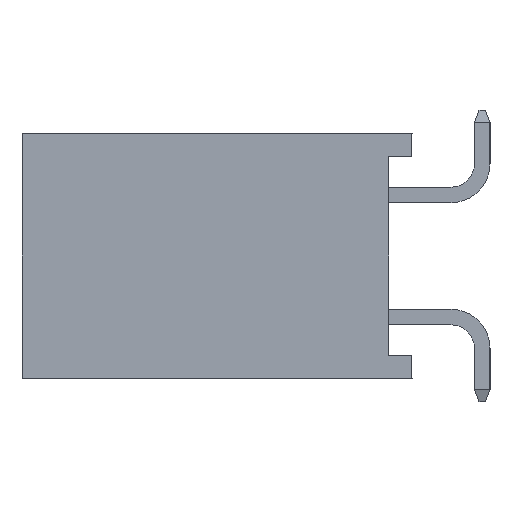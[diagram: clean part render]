
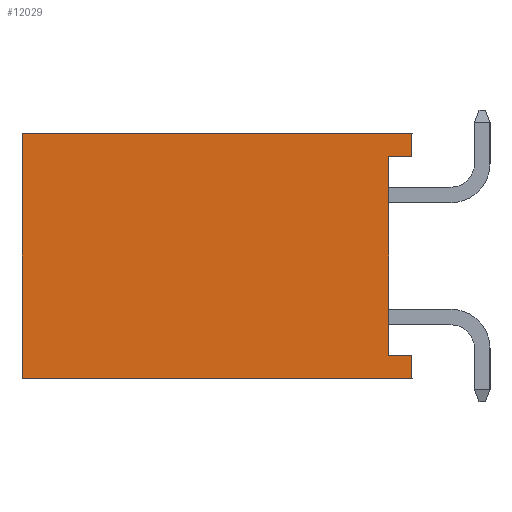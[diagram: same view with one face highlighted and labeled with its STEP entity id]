
A CAD part, left-side view. The second image highlights one B-rep face of the part: STEP entity #12029.
In plain terms, the highlighted planar face has unit normal (-1, 0, 0).
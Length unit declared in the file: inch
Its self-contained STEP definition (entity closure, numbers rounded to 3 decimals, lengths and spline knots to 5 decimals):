
#475=ORIENTED_EDGE('',*,*,#3909,.T.);
#476=ORIENTED_EDGE('',*,*,#3765,.T.);
#477=ORIENTED_EDGE('',*,*,#3847,.F.);
#478=ORIENTED_EDGE('',*,*,#3943,.F.);
#479=ORIENTED_EDGE('',*,*,#3841,.T.);
#480=ORIENTED_EDGE('',*,*,#3809,.T.);
#481=ORIENTED_EDGE('',*,*,#3942,.T.);
#482=ORIENTED_EDGE('',*,*,#3944,.T.);
#3765=EDGE_CURVE('',#5522,#5521,#6665,.T.);
#3809=EDGE_CURVE('',#5566,#5565,#6709,.T.);
#3841=EDGE_CURVE('',#5587,#5566,#6741,.T.);
#3847=EDGE_CURVE('',#5591,#5521,#6747,.T.);
#3909=EDGE_CURVE('',#5632,#5522,#6809,.T.);
#3942=EDGE_CURVE('',#5565,#5654,#6842,.T.);
#3943=EDGE_CURVE('',#5587,#5591,#6843,.T.);
#3944=EDGE_CURVE('',#5654,#5632,#6844,.T.);
#5521=VERTEX_POINT('',#16813);
#5522=VERTEX_POINT('',#16815);
#5565=VERTEX_POINT('',#16912);
#5566=VERTEX_POINT('',#16914);
#5587=VERTEX_POINT('',#16968);
#5591=VERTEX_POINT('',#16978);
#5632=VERTEX_POINT('',#17091);
#5654=VERTEX_POINT('',#17158);
#6665=LINE('',#16814,#8301);
#6709=LINE('',#16913,#8345);
#6741=LINE('',#16967,#8377);
#6747=LINE('',#16979,#8383);
#6809=LINE('',#17093,#8445);
#6842=LINE('',#17159,#8478);
#6843=LINE('',#17161,#8479);
#6844=LINE('',#17162,#8480);
#8301=VECTOR('',#13549,39.37008);
#8345=VECTOR('',#13615,39.37008);
#8377=VECTOR('',#13649,39.37008);
#8383=VECTOR('',#13657,39.37008);
#8445=VECTOR('',#13741,39.37008);
#8478=VECTOR('',#13796,39.37008);
#8479=VECTOR('',#13799,39.37008);
#8480=VECTOR('',#13800,39.37008);
#9941=EDGE_LOOP('',(#475,#476,#477,#478,#479,#480,#481,#482));
#10677=FACE_BOUND('',#9941,.T.);
#11413=PLANE('',#12731);
#12029=ADVANCED_FACE('',(#10677),#11413,.F.);
#12731=AXIS2_PLACEMENT_3D('',#17160,#13797,#13798);
#13549=DIRECTION('',(0.,0.,1.));
#13615=DIRECTION('',(0.,0.,1.));
#13649=DIRECTION('',(0.,-1.,0.));
#13657=DIRECTION('',(0.,-1.,0.));
#13741=DIRECTION('',(0.,-1.,0.));
#13796=DIRECTION('',(0.,1.,0.));
#13797=DIRECTION('',(1.,0.,0.));
#13798=DIRECTION('',(0.,0.,-1.));
#13799=DIRECTION('',(0.,0.,1.));
#13800=DIRECTION('',(0.,0.,1.));
#16813=CARTESIAN_POINT('',(0.,0.,0.0785));
#16814=CARTESIAN_POINT('',(0.,0.,-0.0785));
#16815=CARTESIAN_POINT('',(0.,0.,0.0635));
#16912=CARTESIAN_POINT('',(0.,0.,-0.0635));
#16913=CARTESIAN_POINT('',(0.,0.,-0.0785));
#16914=CARTESIAN_POINT('',(0.,0.,-0.0785));
#16967=CARTESIAN_POINT('',(0.,0.25,-0.0785));
#16968=CARTESIAN_POINT('',(0.,0.25,-0.0785));
#16978=CARTESIAN_POINT('',(0.,0.25,0.0785));
#16979=CARTESIAN_POINT('',(0.,0.25,0.0785));
#17091=CARTESIAN_POINT('',(0.,0.015,0.0635));
#17093=CARTESIAN_POINT('',(0.,0.015,0.0635));
#17158=CARTESIAN_POINT('',(0.,0.015,-0.0635));
#17159=CARTESIAN_POINT('',(0.,0.,-0.0635));
#17160=CARTESIAN_POINT('',(0.,0.25,-0.0785));
#17161=CARTESIAN_POINT('',(0.,0.25,-0.0785));
#17162=CARTESIAN_POINT('',(0.,0.015,-0.0635));
